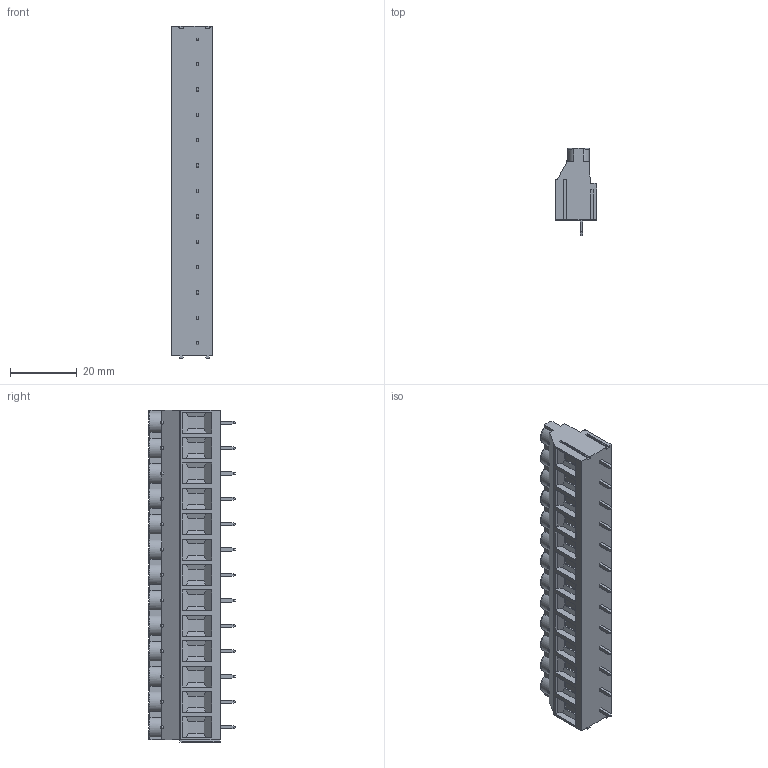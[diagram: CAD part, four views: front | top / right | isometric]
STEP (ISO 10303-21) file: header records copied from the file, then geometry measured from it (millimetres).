
FILE_DESCRIPTION((''),'2;1');
FILE_NAME('TL506V','2025-01-10T',('yanfa'),(''),'PRO/ENGINEER BY PARAMETRIC TECHNOLOGY CORPORATION, 2009280','PRO/ENGINEER BY PARAMETRIC TECHNOLOGY CORPORATION, 2009280','');
FILE_SCHEMA(('AUTOMOTIVE_DESIGN_CC2 { 1 2 10303 214 -1 1 5 2 }'));
Length unit declared in the file: millimetre
Products named in the file (1): TL506V
Bounding box: 12.5 x 26.1 x 99.67 mm (x, y, z)
Volume: 18965.7 mm3; surface area: 8857.6 mm2
Topology: 1 solids, 1 shells, 752 faces, 1925 edges, 1201 vertices
Faces by surface type: plane 454, cylinder 181, torus 52, cone 52, sphere 13
Entity records: 23225 total; most frequent: CARTESIAN_POINT 5014, ORIENTED_EDGE 3824, DIRECTION 3713, EDGE_CURVE 1912, VECTOR 1329, LINE 1329, VERTEX_POINT 1201, AXIS2_PLACEMENT_3D 1192
